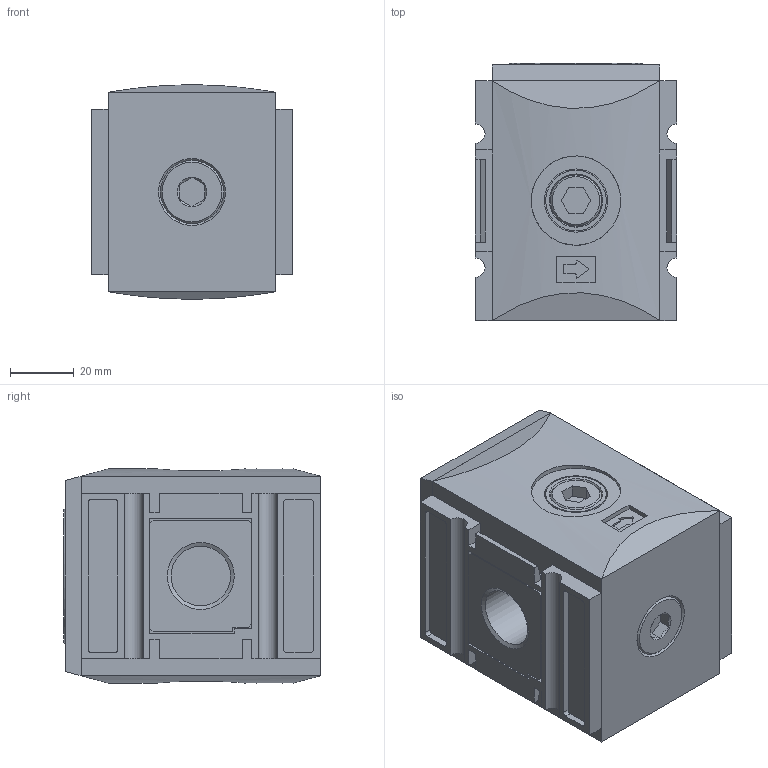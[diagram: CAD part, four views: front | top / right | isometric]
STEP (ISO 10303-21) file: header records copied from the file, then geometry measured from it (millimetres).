
FILE_DESCRIPTION( ( 'STEP AP203' ), ' ' );
FILE_NAME( '94032.EE00.stp', '2017-03-08T12:14:27', ( '' ), ( '' ), ' ', 'PARTsolutions', ' ' );
FILE_SCHEMA( ( 'CONFIG_CONTROL_DESIGN' ) );
Length unit declared in the file: millimetre
Products named in the file (1): _94032.EE00
Bounding box: 63 x 80.5 x 67.13 mm (x, y, z)
Volume: 292138.6 mm3; surface area: 36357.5 mm2
Topology: 1 solids, 2 shells, 276 faces, 661 edges, 429 vertices
Faces by surface type: plane 194, cylinder 54, cone 26, torus 2
Full cylindrical faces by diameter (mm): 4.134 x2, 5.5 x2, 18.631 x3, 19 x2, 19.8 x2, 22.5 x1, 26.5 x1, 28 x2, 42 x1
Entity records: 8030 total; most frequent: CARTESIAN_POINT 1639, DIRECTION 1304, ORIENTED_EDGE 1242, EDGE_CURVE 621, LINE 464, VECTOR 464, VERTEX_POINT 421, AXIS2_PLACEMENT_3D 420
